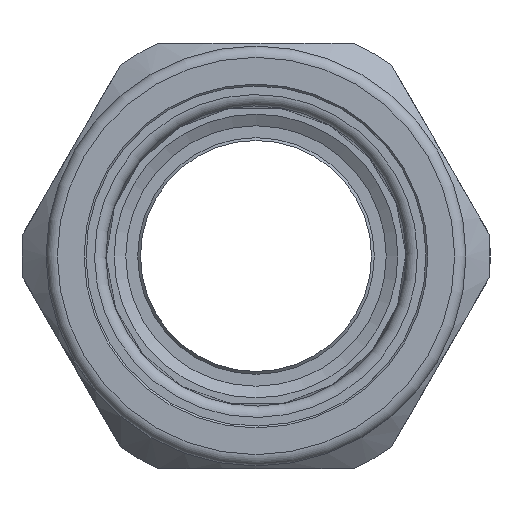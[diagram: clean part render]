
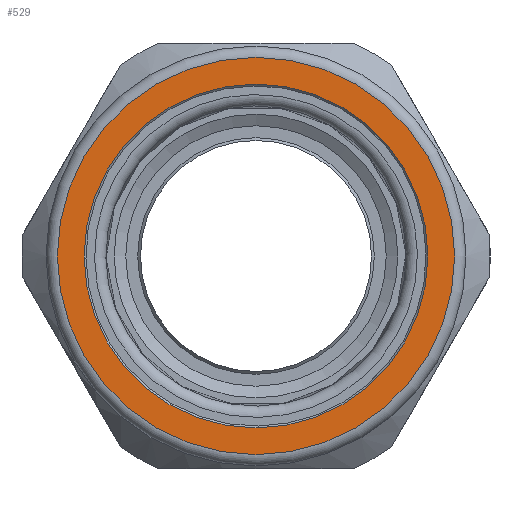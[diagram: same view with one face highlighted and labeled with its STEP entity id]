
A CAD part, left-side view. The second image highlights one B-rep face of the part: STEP entity #529.
In plain terms, the highlighted planar face has unit normal (-1, 0, 0).
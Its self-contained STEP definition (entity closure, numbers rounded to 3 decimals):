
#39 = CARTESIAN_POINT ( 'NONE',  ( -40.75, 0., 0. ) ) ;
#49 = EDGE_CURVE ( 'NONE', #1163, #1163, #1468, .T. ) ;
#168 = VERTEX_POINT ( 'NONE', #1719 ) ;
#248 = DIRECTION ( 'NONE',  ( 1., 0., 0. ) ) ;
#410 = DIRECTION ( 'NONE',  ( 1., 0., 0. ) ) ;
#411 = AXIS2_PLACEMENT_3D ( 'NONE', #608, #410, #1001 ) ;
#529 = ADVANCED_FACE ( 'NONE', ( #1987, #662 ), #1003, .F. ) ;
#542 = EDGE_LOOP ( 'NONE', ( #2525 ) ) ;
#608 = CARTESIAN_POINT ( 'NONE',  ( -40.75, 0., 0. ) ) ;
#662 = FACE_OUTER_BOUND ( 'NONE', #1861, .T. ) ;
#819 = CARTESIAN_POINT ( 'NONE',  ( -40.75, 0., 0. ) ) ;
#835 = DIRECTION ( 'NONE',  ( 0., 0., -1. ) ) ;
#1001 = DIRECTION ( 'NONE',  ( 0., 0., -1. ) ) ;
#1003 = PLANE ( 'NONE',  #1513 ) ;
#1163 = VERTEX_POINT ( 'NONE', #2502 ) ;
#1427 = CIRCLE ( 'NONE', #411, 15.15 ) ;
#1468 = CIRCLE ( 'NONE', #1734, 17.5 ) ;
#1513 = AXIS2_PLACEMENT_3D ( 'NONE', #819, #248, #2385 ) ;
#1707 = EDGE_CURVE ( 'NONE', #168, #168, #1427, .T. ) ;
#1719 = CARTESIAN_POINT ( 'NONE',  ( -40.75, 0., -15.15 ) ) ;
#1734 = AXIS2_PLACEMENT_3D ( 'NONE', #39, #1983, #835 ) ;
#1861 = EDGE_LOOP ( 'NONE', ( #1868 ) ) ;
#1868 = ORIENTED_EDGE ( 'NONE', *, *, #49, .T. ) ;
#1983 = DIRECTION ( 'NONE',  ( -1., 0., 0. ) ) ;
#1987 = FACE_BOUND ( 'NONE', #542, .T. ) ;
#2385 = DIRECTION ( 'NONE',  ( 0., 0., -1. ) ) ;
#2502 = CARTESIAN_POINT ( 'NONE',  ( -40.75, 0., -17.5 ) ) ;
#2525 = ORIENTED_EDGE ( 'NONE', *, *, #1707, .T. ) ;
